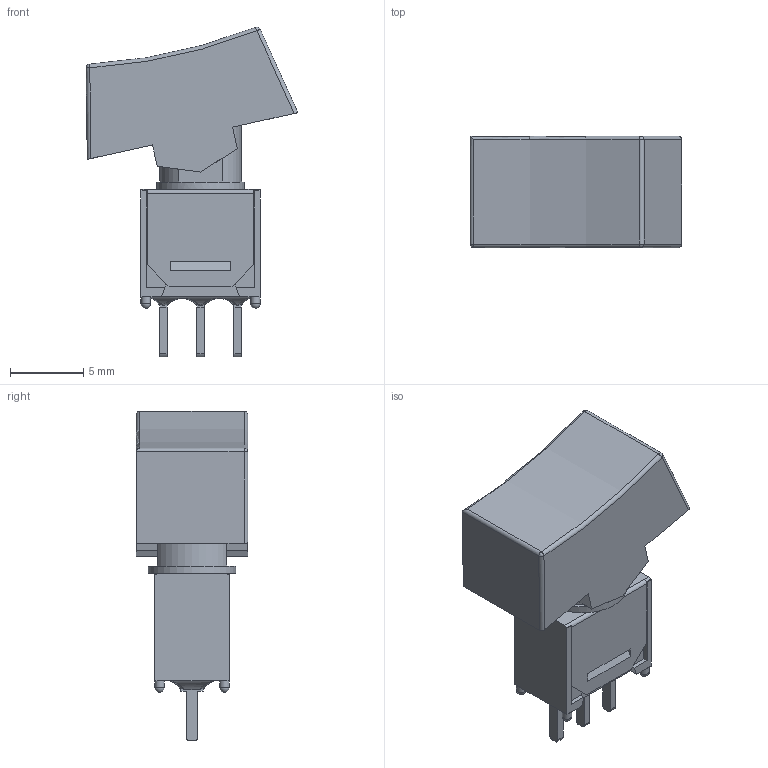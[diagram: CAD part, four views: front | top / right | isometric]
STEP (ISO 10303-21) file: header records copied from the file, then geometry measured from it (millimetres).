
FILE_DESCRIPTION((' '),'2;1');
FILE_NAME('400MSPxR1xxxM2xE.stp','2017-07-28T08:50:19',(' '),(' '),' ','ACIS',' ');
FILE_SCHEMA(('CONFIG_CONTROL_DESIGN'));
Length unit declared in the file: inch
Products named in the file (1): 400MSPxR1xxxM2xE.stp
Bounding box: 14.45 x 7.62 x 22.51 mm (x, y, z)
Volume: 624.5 mm3; surface area: 1282.7 mm2
Topology: 1 solids, 2 shells, 168 faces, 457 edges, 291 vertices
Faces by surface type: plane 121, cylinder 30, bspline 8, sphere 7, torus 2
Full cylindrical faces by diameter (mm): 0.65 x4, 3.25 x1, 6 x1
Entity records: 5664 total; most frequent: CARTESIAN_POINT 1461, ORIENTED_EDGE 878, DIRECTION 793, EDGE_CURVE 439, VECTOR 329, LINE 329, VERTEX_POINT 284, AXIS2_PLACEMENT_3D 232
